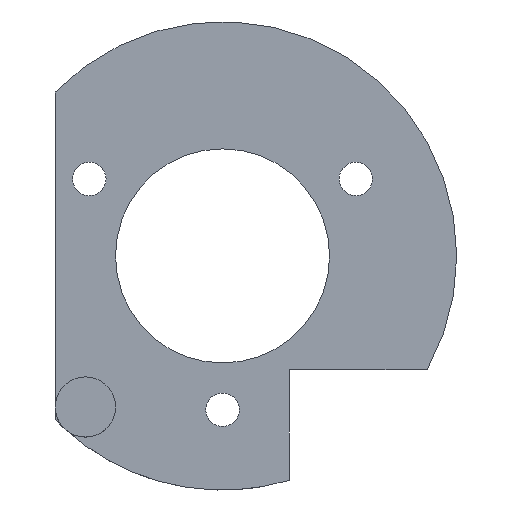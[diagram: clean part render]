
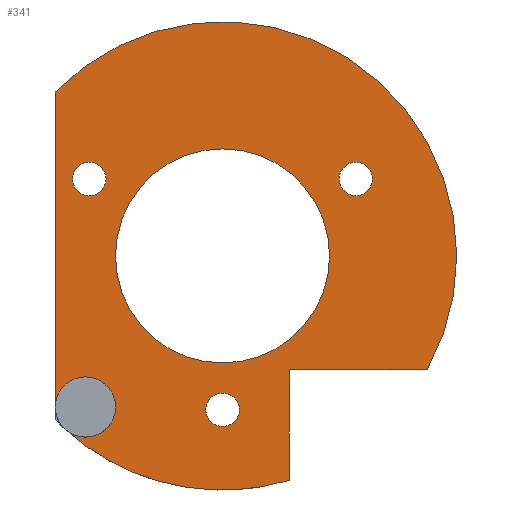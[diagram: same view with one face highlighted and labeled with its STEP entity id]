
A CAD part, front view. The second image highlights one B-rep face of the part: STEP entity #341.
In plain terms, the highlighted planar face has unit normal (0, -1, 0).
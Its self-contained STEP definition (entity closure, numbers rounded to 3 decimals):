
#2=CARTESIAN_POINT('',(0.,0.,0.));
#3=DIRECTION('',(0.,-1.,0.));
#4=DIRECTION('',(1.,0.,0.));
#5=AXIS2_PLACEMENT_3D('',#2,#3,#4);
#7=CARTESIAN_POINT('',(0.,0.,0.));
#8=DIRECTION('',(0.,-1.,0.));
#9=DIRECTION('',(-1.,0.,0.));
#10=AXIS2_PLACEMENT_3D('',#7,#8,#9);
#12=CARTESIAN_POINT('',(0.,0.,-11.5));
#13=DIRECTION('',(0.,1.,0.));
#14=DIRECTION('',(-1.,0.,0.));
#15=AXIS2_PLACEMENT_3D('',#12,#13,#14);
#17=CARTESIAN_POINT('',(0.,0.,-11.5));
#18=DIRECTION('',(0.,1.,0.));
#19=DIRECTION('',(1.,0.,0.));
#20=AXIS2_PLACEMENT_3D('',#17,#18,#19);
#22=CARTESIAN_POINT('',(-9.959,0.,5.75));
#23=DIRECTION('',(0.,1.,0.));
#24=DIRECTION('',(0.5,0.,0.866));
#25=AXIS2_PLACEMENT_3D('',#22,#23,#24);
#27=CARTESIAN_POINT('',(-9.959,0.,5.75));
#28=DIRECTION('',(0.,1.,0.));
#29=DIRECTION('',(-0.5,0.,-0.866));
#30=AXIS2_PLACEMENT_3D('',#27,#28,#29);
#32=CARTESIAN_POINT('',(9.959,0.,5.75));
#33=DIRECTION('',(0.,1.,0.));
#34=DIRECTION('',(0.5,0.,-0.866));
#35=AXIS2_PLACEMENT_3D('',#32,#33,#34);
#37=CARTESIAN_POINT('',(9.959,0.,5.75));
#38=DIRECTION('',(0.,1.,0.));
#39=DIRECTION('',(-0.5,0.,0.866));
#40=AXIS2_PLACEMENT_3D('',#37,#38,#39);
#56=CARTESIAN_POINT('',(-10.25,0.,-11.292));
#57=DIRECTION('',(0.,-1.,0.));
#58=DIRECTION('',(-0.672,0.,-0.74));
#59=AXIS2_PLACEMENT_3D('',#56,#57,#58);
#61=CARTESIAN_POINT('',(-10.25,0.,-11.292));
#62=DIRECTION('',(0.,-1.,0.));
#63=DIRECTION('',(1.,0.,0.));
#64=AXIS2_PLACEMENT_3D('',#61,#62,#63);
#66=DIRECTION('',(0.,0.,1.));
#67=VECTOR('',#66,23.539);
#68=CARTESIAN_POINT('',(-12.5,0.,-11.292));
#69=LINE('',#68,#67);
#70=CARTESIAN_POINT('',(0.,0.,0.));
#71=DIRECTION('',(0.,1.,0.));
#72=DIRECTION('',(-0.714,0.,0.7));
#73=AXIS2_PLACEMENT_3D('',#70,#71,#72);
#75=DIRECTION('',(-1.,0.,0.));
#76=VECTOR('',#75,10.297);
#77=CARTESIAN_POINT('',(15.297,0.,-8.5));
#78=LINE('',#77,#76);
#79=DIRECTION('',(0.,0.,-1.));
#80=VECTOR('',#79,8.271);
#81=CARTESIAN_POINT('',(5.,0.,-8.5));
#82=LINE('',#81,#80);
#83=CARTESIAN_POINT('',(0.,0.,0.));
#84=DIRECTION('',(0.,1.,0.));
#85=DIRECTION('',(0.286,0.,-0.958));
#86=AXIS2_PLACEMENT_3D('',#83,#84,#85);
#220=CARTESIAN_POINT('',(8.,0.,0.));
#221=CARTESIAN_POINT('',(-8.,0.,0.));
#222=VERTEX_POINT('',#220);
#223=VERTEX_POINT('',#221);
#224=CARTESIAN_POINT('',(-12.5,0.,12.247));
#225=CARTESIAN_POINT('',(15.297,0.,-8.5));
#226=VERTEX_POINT('',#224);
#227=VERTEX_POINT('',#225);
#228=CARTESIAN_POINT('',(5.,0.,-8.5));
#229=VERTEX_POINT('',#228);
#230=CARTESIAN_POINT('',(5.,0.,-16.771));
#231=VERTEX_POINT('',#230);
#248=CARTESIAN_POINT('',(-1.25,0.,-11.5));
#249=CARTESIAN_POINT('',(1.25,0.,-11.5));
#250=VERTEX_POINT('',#248);
#251=VERTEX_POINT('',#249);
#256=CARTESIAN_POINT('',(-9.334,0.,6.833));
#257=CARTESIAN_POINT('',(-10.584,0.,4.667));
#258=VERTEX_POINT('',#256);
#259=VERTEX_POINT('',#257);
#264=CARTESIAN_POINT('',(10.584,0.,4.667));
#265=CARTESIAN_POINT('',(9.334,0.,6.833));
#266=VERTEX_POINT('',#264);
#267=VERTEX_POINT('',#265);
#276=CARTESIAN_POINT('',(-12.5,0.,-11.292));
#277=CARTESIAN_POINT('',(-11.762,0.,-12.958));
#278=VERTEX_POINT('',#276);
#279=VERTEX_POINT('',#277);
#280=CARTESIAN_POINT('',(-8.,0.,-11.292));
#281=VERTEX_POINT('',#280);
#296=CARTESIAN_POINT('',(0.,0.,0.));
#297=DIRECTION('',(0.,1.,0.));
#298=DIRECTION('',(1.,0.,0.));
#299=AXIS2_PLACEMENT_3D('',#296,#297,#298);
#300=PLANE('',#299);
#302=ORIENTED_EDGE('',*,*,#301,.T.);
#304=ORIENTED_EDGE('',*,*,#303,.T.);
#306=ORIENTED_EDGE('',*,*,#305,.T.);
#308=ORIENTED_EDGE('',*,*,#307,.T.);
#310=ORIENTED_EDGE('',*,*,#309,.T.);
#312=ORIENTED_EDGE('',*,*,#311,.T.);
#314=ORIENTED_EDGE('',*,*,#313,.T.);
#315=EDGE_LOOP('',(#302,#304,#306,#308,#310,#312,#314));
#316=FACE_OUTER_BOUND('',#315,.F.);
#318=ORIENTED_EDGE('',*,*,#317,.T.);
#320=ORIENTED_EDGE('',*,*,#319,.T.);
#321=EDGE_LOOP('',(#318,#320));
#322=FACE_BOUND('',#321,.F.);
#324=ORIENTED_EDGE('',*,*,#323,.F.);
#326=ORIENTED_EDGE('',*,*,#325,.F.);
#327=EDGE_LOOP('',(#324,#326));
#328=FACE_BOUND('',#327,.F.);
#330=ORIENTED_EDGE('',*,*,#329,.F.);
#332=ORIENTED_EDGE('',*,*,#331,.F.);
#333=EDGE_LOOP('',(#330,#332));
#334=FACE_BOUND('',#333,.F.);
#336=ORIENTED_EDGE('',*,*,#335,.F.);
#338=ORIENTED_EDGE('',*,*,#337,.F.);
#339=EDGE_LOOP('',(#336,#338));
#340=FACE_BOUND('',#339,.F.);
#341=ADVANCED_FACE('',(#316,#322,#328,#334,#340),#300,.F.);
#6=CIRCLE('',#5,8.);
#11=CIRCLE('',#10,8.);
#16=CIRCLE('',#15,1.25);
#21=CIRCLE('',#20,1.25);
#26=CIRCLE('',#25,1.25);
#31=CIRCLE('',#30,1.25);
#36=CIRCLE('',#35,1.25);
#41=CIRCLE('',#40,1.25);
#60=CIRCLE('',#59,2.25);
#65=CIRCLE('',#64,2.25);
#74=CIRCLE('',#73,17.5);
#87=CIRCLE('',#86,17.5);
#301=EDGE_CURVE('',#279,#281,#60,.T.);
#303=EDGE_CURVE('',#281,#278,#65,.T.);
#305=EDGE_CURVE('',#278,#226,#69,.T.);
#307=EDGE_CURVE('',#226,#227,#74,.T.);
#309=EDGE_CURVE('',#227,#229,#78,.T.);
#311=EDGE_CURVE('',#229,#231,#82,.T.);
#313=EDGE_CURVE('',#231,#279,#87,.T.);
#317=EDGE_CURVE('',#222,#223,#6,.T.);
#319=EDGE_CURVE('',#223,#222,#11,.T.);
#323=EDGE_CURVE('',#250,#251,#16,.T.);
#325=EDGE_CURVE('',#251,#250,#21,.T.);
#329=EDGE_CURVE('',#258,#259,#26,.T.);
#331=EDGE_CURVE('',#259,#258,#31,.T.);
#335=EDGE_CURVE('',#266,#267,#36,.T.);
#337=EDGE_CURVE('',#267,#266,#41,.T.);
